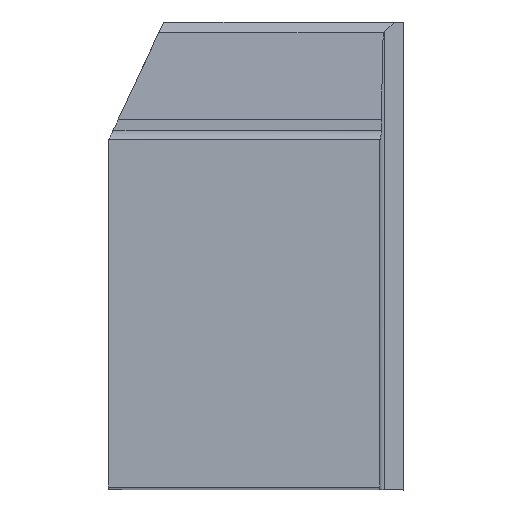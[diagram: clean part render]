
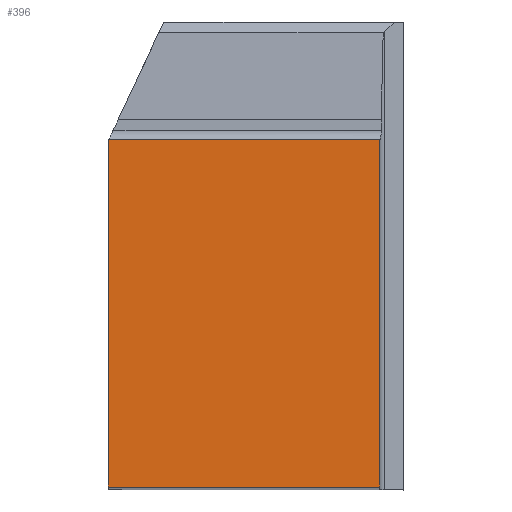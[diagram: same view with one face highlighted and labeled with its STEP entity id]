
A CAD part, top view. The second image highlights one B-rep face of the part: STEP entity #396.
In plain terms, the highlighted planar face has unit normal (0, 0, 1).
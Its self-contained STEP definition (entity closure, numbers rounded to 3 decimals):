
#308=FACE_OUTER_BOUND('',#608,.T.);
#396=ADVANCED_FACE('',(#308),#467,.T.);
#467=PLANE('',#2039);
#608=EDGE_LOOP('',(#946,#947,#948,#949));
#946=ORIENTED_EDGE('',*,*,#1463,.F.);
#947=ORIENTED_EDGE('',*,*,#1500,.T.);
#948=ORIENTED_EDGE('',*,*,#1497,.T.);
#949=ORIENTED_EDGE('',*,*,#1494,.F.);
#1268=VERTEX_POINT('',#2985);
#1269=VERTEX_POINT('',#2987);
#1289=VERTEX_POINT('',#3092);
#1290=VERTEX_POINT('',#3098);
#1463=EDGE_CURVE('',#1268,#1269,#1678,.T.);
#1494=EDGE_CURVE('',#1269,#1289,#1695,.T.);
#1497=EDGE_CURVE('',#1290,#1289,#1697,.T.);
#1500=EDGE_CURVE('',#1268,#1290,#1700,.T.);
#1678=LINE('',#2986,#1799);
#1695=LINE('',#3091,#1816);
#1697=LINE('',#3097,#1818);
#1700=LINE('',#3102,#1821);
#1799=VECTOR('',#2328,1.);
#1816=VECTOR('',#2379,1.);
#1818=VECTOR('',#2387,1.);
#1821=VECTOR('',#2392,1.);
#2039=AXIS2_PLACEMENT_3D('',#3104,#2395,#2396);
#2328=DIRECTION('',(-1.,0.,0.));
#2379=DIRECTION('',(0.,1.,0.));
#2387=DIRECTION('',(-1.,0.,0.));
#2392=DIRECTION('',(0.,1.,0.));
#2395=DIRECTION('',(0.,0.,1.));
#2396=DIRECTION('',(-1.,0.,0.));
#2985=CARTESIAN_POINT('',(25.,0.,0.));
#2986=CARTESIAN_POINT('',(25.,0.,0.));
#2987=CARTESIAN_POINT('',(0.,0.,0.));
#3091=CARTESIAN_POINT('',(0.,0.,0.));
#3092=CARTESIAN_POINT('',(0.,32.,0.));
#3097=CARTESIAN_POINT('',(25.,32.,0.));
#3098=CARTESIAN_POINT('',(25.,32.,0.));
#3102=CARTESIAN_POINT('',(25.,0.,0.));
#3104=CARTESIAN_POINT('',(12.5,16.,0.));
